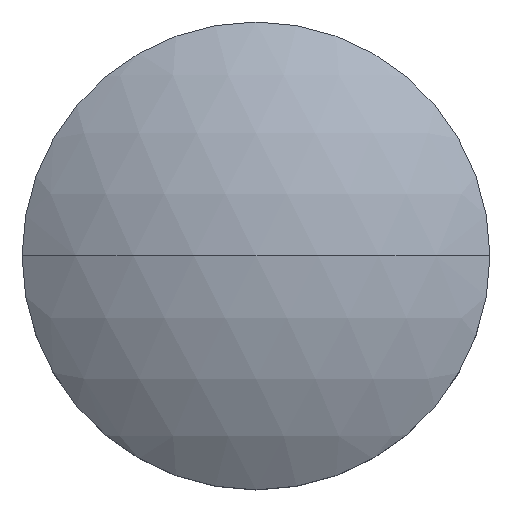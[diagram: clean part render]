
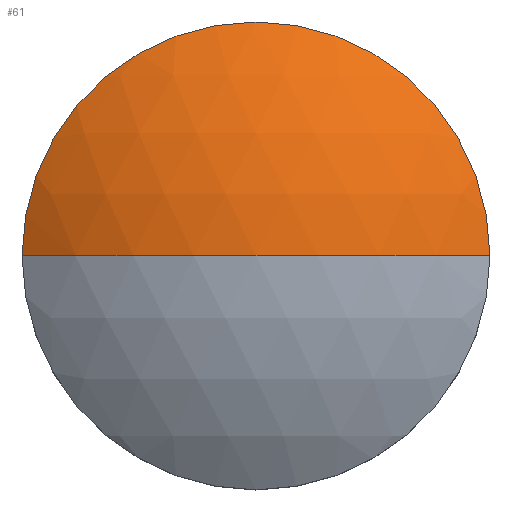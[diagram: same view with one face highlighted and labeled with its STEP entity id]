
A CAD part, top view. The second image highlights one B-rep face of the part: STEP entity #61.
In plain terms, the highlighted spherical face has radius 21.531 mm.
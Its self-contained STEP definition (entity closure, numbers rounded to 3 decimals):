
#6 = CIRCLE ( 'NONE', #128, 21.531 ) ;
#10 = AXIS2_PLACEMENT_3D ( 'NONE', #162, #55, #121 ) ;
#16 = VERTEX_POINT ( 'NONE', #179 ) ;
#21 = CIRCLE ( 'NONE', #49, 12.5 ) ;
#45 = AXIS2_PLACEMENT_3D ( 'NONE', #156, #94, #95 ) ;
#48 = SPHERICAL_SURFACE ( 'NONE', #45, 21.531 ) ;
#49 = AXIS2_PLACEMENT_3D ( 'NONE', #195, #66, #84 ) ;
#55 = DIRECTION ( 'NONE',  ( 0., -1., 0. ) ) ;
#59 = DIRECTION ( 'NONE',  ( 0., 1., 0. ) ) ;
#61 = ADVANCED_FACE ( 'NONE', ( #65 ), #48, .T. ) ;
#63 = VERTEX_POINT ( 'NONE', #159 ) ;
#65 = FACE_OUTER_BOUND ( 'NONE', #85, .T. ) ;
#66 = DIRECTION ( 'NONE',  ( 0., 0., 1. ) ) ;
#77 = EDGE_CURVE ( 'NONE', #16, #145, #21, .T. ) ;
#82 = ORIENTED_EDGE ( 'NONE', *, *, #136, .T. ) ;
#84 = DIRECTION ( 'NONE',  ( 1., 0., 0. ) ) ;
#85 = EDGE_LOOP ( 'NONE', ( #189, #126, #82 ) ) ;
#94 = DIRECTION ( 'NONE',  ( 0., -1., 0. ) ) ;
#95 = DIRECTION ( 'NONE',  ( -1., 0., 0. ) ) ;
#103 = CIRCLE ( 'NONE', #10, 21.531 ) ;
#121 = DIRECTION ( 'NONE',  ( 1., 0., 0. ) ) ;
#124 = CARTESIAN_POINT ( 'NONE',  ( -12.5, 0., 5.86 ) ) ;
#126 = ORIENTED_EDGE ( 'NONE', *, *, #77, .T. ) ;
#128 = AXIS2_PLACEMENT_3D ( 'NONE', #207, #59, #151 ) ;
#136 = EDGE_CURVE ( 'NONE', #145, #63, #6, .T. ) ;
#145 = VERTEX_POINT ( 'NONE', #124 ) ;
#151 = DIRECTION ( 'NONE',  ( 0., 0., 1. ) ) ;
#156 = CARTESIAN_POINT ( 'NONE',  ( 0., 0., -11.671 ) ) ;
#159 = CARTESIAN_POINT ( 'NONE',  ( 0., 0., 9.86 ) ) ;
#162 = CARTESIAN_POINT ( 'NONE',  ( 0., 0., -11.671 ) ) ;
#179 = CARTESIAN_POINT ( 'NONE',  ( 12.5, 0., 5.86 ) ) ;
#189 = ORIENTED_EDGE ( 'NONE', *, *, #208, .F. ) ;
#195 = CARTESIAN_POINT ( 'NONE',  ( 0., 0., 5.86 ) ) ;
#207 = CARTESIAN_POINT ( 'NONE',  ( 0., 0., -11.671 ) ) ;
#208 = EDGE_CURVE ( 'NONE', #16, #63, #103, .T. ) ;
